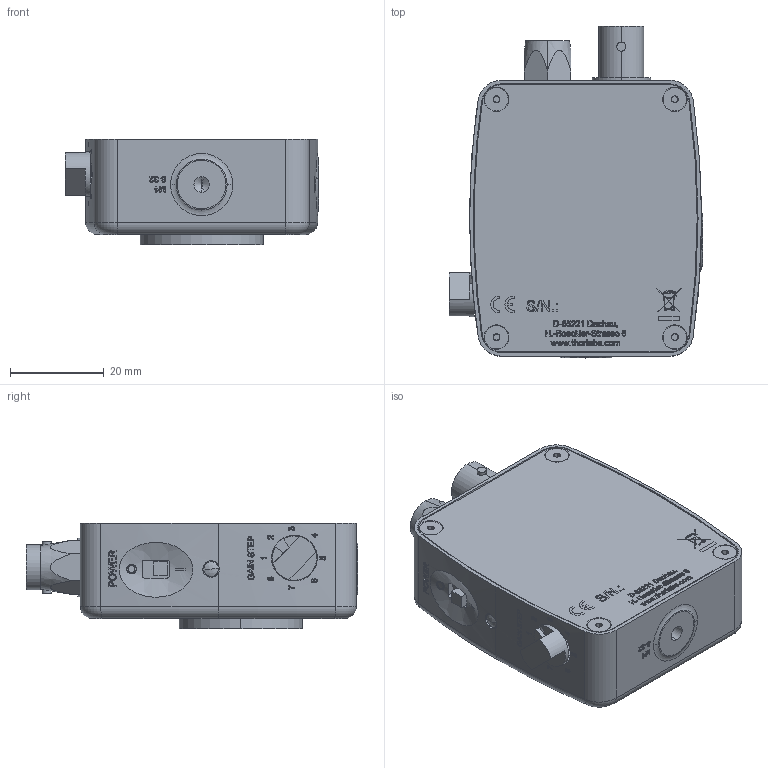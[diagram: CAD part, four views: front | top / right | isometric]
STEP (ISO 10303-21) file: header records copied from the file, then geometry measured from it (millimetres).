
FILE_DESCRIPTION (( 'STEP AP203' ), '1' );
FILE_NAME ('M0096-10-0509_PDAVJ5.STEP', '2018-09-06T09:33:40', ( '' ), ( '' ), 'SwSTEP 2.0', 'SolidWorks 2018', '' );
FILE_SCHEMA (( 'CONFIG_CONTROL_DESIGN' ));
Length unit declared in the file: millimetre
Products named in the file (1): M0096-10-0509_PDAVJ5
Bounding box: 54.13 x 70.9 x 22.48 mm (x, y, z)
Volume: 22345.2 mm3; surface area: 23440 mm2
Topology: 72 solids, 72 shells, 2523 faces, 6525 edges, 4282 vertices
Faces by surface type: plane 1242, bspline 779, cylinder 307, cone 148, torus 45, sphere 2
Entity records: 113740 total; most frequent: CARTESIAN_POINT 57673, ORIENTED_EDGE 13006, DIRECTION 8888, EDGE_CURVE 6503, VERTEX_POINT 4282, LINE 3840, VECTOR 3840, EDGE_LOOP 2759
